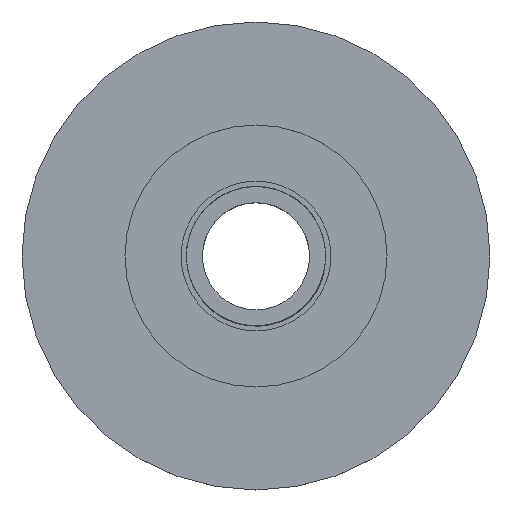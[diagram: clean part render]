
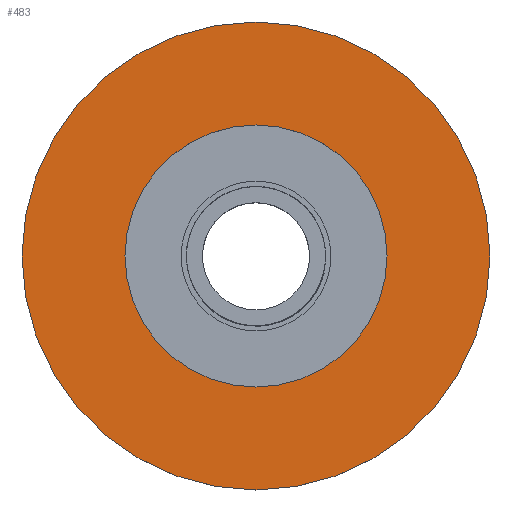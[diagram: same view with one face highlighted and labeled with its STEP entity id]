
A CAD part, top view. The second image highlights one B-rep face of the part: STEP entity #483.
In plain terms, the highlighted planar face has unit normal (0, 0, 1).
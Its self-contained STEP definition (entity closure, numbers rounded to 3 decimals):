
#21=PLANE('',#527);
#85=ORIENTED_EDGE('',*,*,#157,.F.);
#86=ORIENTED_EDGE('',*,*,#156,.T.);
#156=EDGE_CURVE('',#192,#192,#216,.T.);
#157=EDGE_CURVE('',#193,#193,#217,.T.);
#192=VERTEX_POINT('',#705);
#193=VERTEX_POINT('',#708);
#216=CIRCLE('',#526,25.);
#217=CIRCLE('',#528,14.);
#238=EDGE_LOOP('',(#85));
#239=EDGE_LOOP('',(#86));
#278=FACE_BOUND('',#238,.T.);
#279=FACE_BOUND('',#239,.T.);
#483=ADVANCED_FACE('',(#278,#279),#21,.F.);
#526=AXIS2_PLACEMENT_3D('',#704,#599,#600);
#527=AXIS2_PLACEMENT_3D('',#706,#601,#602);
#528=AXIS2_PLACEMENT_3D('',#707,#603,#604);
#599=DIRECTION('',(0.,0.,1.));
#600=DIRECTION('',(1.,0.,0.));
#601=DIRECTION('',(0.,0.,-1.));
#602=DIRECTION('',(-1.,0.,0.));
#603=DIRECTION('',(0.,0.,1.));
#604=DIRECTION('',(1.,0.,0.));
#704=CARTESIAN_POINT('',(0.,0.,30.));
#705=CARTESIAN_POINT('',(25.,0.,30.));
#706=CARTESIAN_POINT('',(25.,0.,30.));
#707=CARTESIAN_POINT('',(0.,0.,30.));
#708=CARTESIAN_POINT('',(14.,0.,30.));
